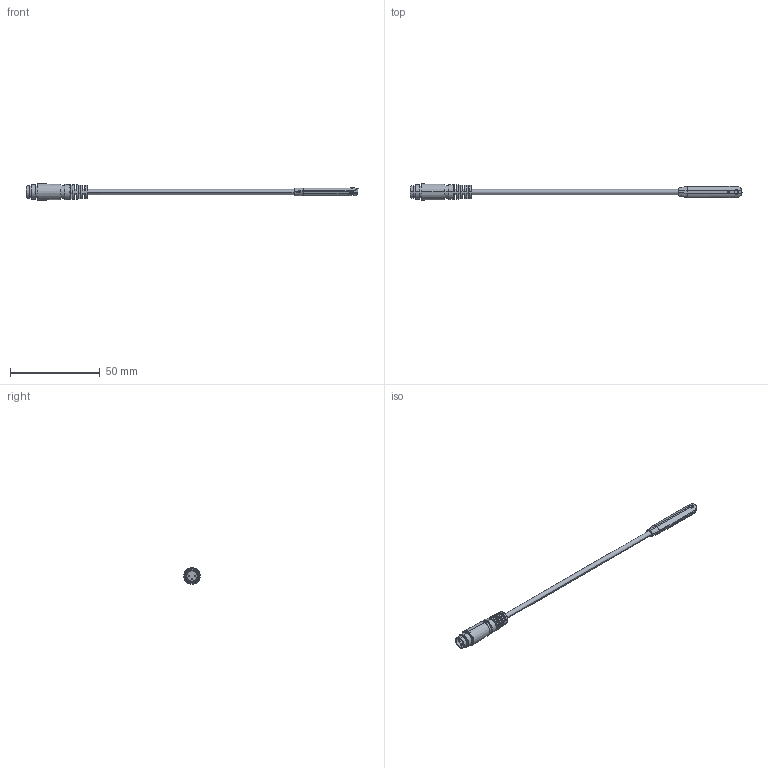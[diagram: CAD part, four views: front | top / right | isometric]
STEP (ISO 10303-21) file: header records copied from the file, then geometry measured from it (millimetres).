
FILE_DESCRIPTION (( 'STEP AP214' ), '1' );
FILE_NAME ('CPS9Q-AN-F.STEP', '2015-02-18T19:58:30', ( '' ), ( '' ), 'SwSTEP 2.0', 'SolidWorks 2014', '' );
FILE_SCHEMA (( 'AUTOMOTIVE_DESIGN' ));
Length unit declared in the file: inch
Products named in the file (1): CPS9Q-AN-F
Bounding box: 184.84 x 9.13 x 9.13 mm (x, y, z)
Volume: 3022.8 mm3; surface area: 3140.8 mm2
Topology: 3 solids, 3 shells, 256 faces, 700 edges, 463 vertices
Faces by surface type: plane 113, cylinder 64, torus 36, bspline 24, cone 14, sphere 5
Entity records: 11594 total; most frequent: CARTESIAN_POINT 4418, ORIENTED_EDGE 1380, DIRECTION 1010, EDGE_CURVE 690, VERTEX_POINT 458, AXIS2_PLACEMENT_3D 345, VECTOR 320, LINE 320
